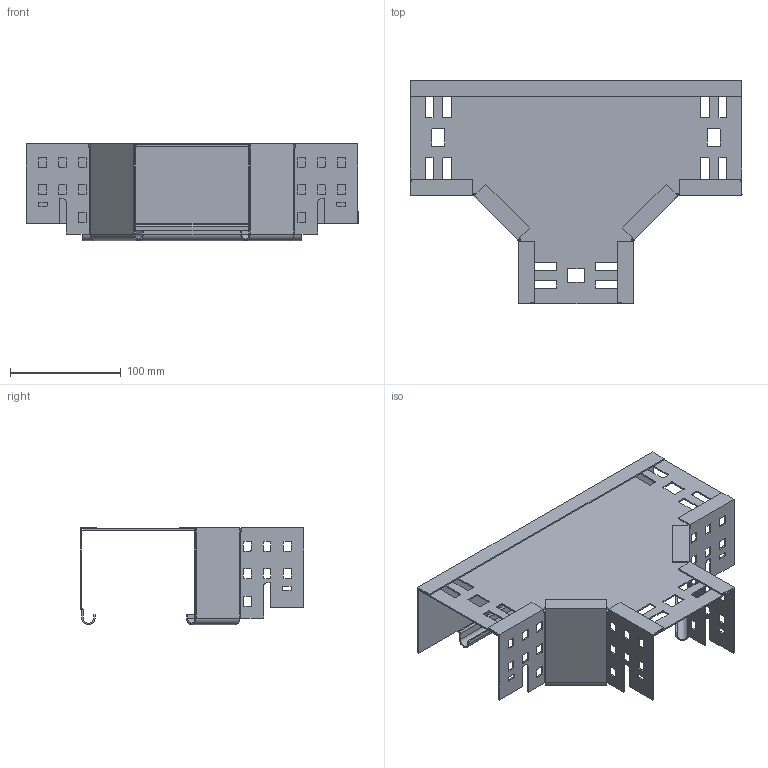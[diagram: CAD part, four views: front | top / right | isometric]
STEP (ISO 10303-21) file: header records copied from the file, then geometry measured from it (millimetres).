
FILE_DESCRIPTION (( 'STEP AP214' ), '1' );
FILE_NAME ('6041660.stp', '2022-11-14T13:15:26', ( '' ), ( '' ), 'SwSTEP 2.0', 'SolidWorks 2020', '' );
FILE_SCHEMA (( 'AUTOMOTIVE_DESIGN' ));
Length unit declared in the file: millimetre
Products named in the file (4): 6041660; 041439_Bodenblech RTM 100; 041546_Holm RTM 810; 033219_Innenholm 85
Assembly tree (4 placements, depth 2):
  6041660
    041439_Bodenblech RTM 100
    033219_Innenholm 85  x2
    041546_Holm RTM 810
Bounding box: 300.17 x 202.33 x 88 mm (x, y, z)
Volume: 127895.3 mm3; surface area: 210953 mm2
Topology: 4 solids, 4 shells, 563 faces, 1613 edges, 1058 vertices
Faces by surface type: plane 341, cylinder 218, bspline 4
Entity records: 12239 total; most frequent: CARTESIAN_POINT 2143, ORIENTED_EDGE 2098, DIRECTION 2065, EDGE_CURVE 1049, VECTOR 757, LINE 757, VERTEX_POINT 690, AXIS2_PLACEMENT_3D 654
